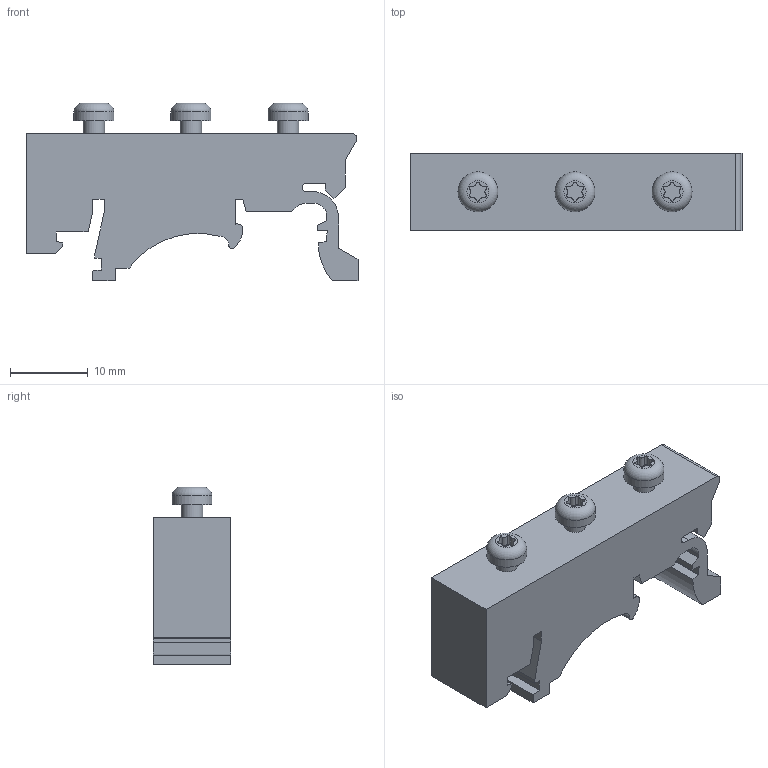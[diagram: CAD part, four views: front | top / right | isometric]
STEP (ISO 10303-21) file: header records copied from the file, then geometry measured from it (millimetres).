
FILE_DESCRIPTION(/* description */ (''),/* implementation_level */ '2;1');
FILE_NAME(/* name */'DINRailAdapter_3xM3_PhoenixContact_1201578.step',/* time_stamp */ '2018-10-31T14:03:07-04:00',/* author */ (''),/* organization */ (''),/* preprocessor_version */ 'ST-DEVELOPER v17.2',/* originating_system */ 'Autodesk Inventor 2019',/* authorisation */ '');
FILE_SCHEMA (('AUTOMOTIVE_DESIGN { 1 0 10303 214 3 1 1 }'));
Length unit declared in the file: millimetre
Products named in the file (1): DINRailAdapter_PhoenixContact_1201578
Bounding box: 42.75 x 10 x 22.91 mm (x, y, z)
Volume: 5592.7 mm3; surface area: 3472.3 mm2
Topology: 4 solids, 4 shells, 123 faces, 327 edges, 221 vertices
Faces by surface type: plane 64, cylinder 56, torus 3
Full cylindrical faces by diameter (mm): 2.75 x6, 5.15 x3
Entity records: 3930 total; most frequent: DIRECTION 705, CARTESIAN_POINT 672, ORIENTED_EDGE 654, EDGE_CURVE 327, AXIS2_PLACEMENT_3D 254, VERTEX_POINT 221, LINE 197, VECTOR 197
